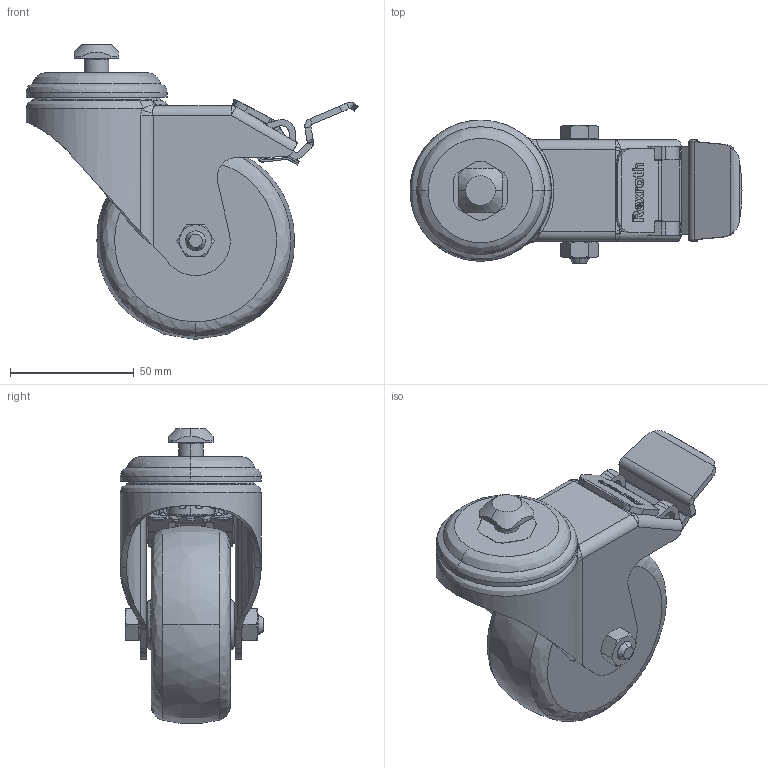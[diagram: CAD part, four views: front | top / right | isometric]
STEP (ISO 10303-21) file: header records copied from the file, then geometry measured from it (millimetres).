
FILE_DESCRIPTION (( 'STEP AP203' ), '1' );
FILE_NAME ('3_842_541_230_Bosch.step', '2024-06-10T08:46:30', ( '' ), ( '' ), 'SwSTEP 2.0', 'SolidWorks 2014', '' );
FILE_SCHEMA (( 'CONFIG_CONTROL_DESIGN' ));
Products named in the file (1): 3_842_541_230_Bosch
Bounding box: 134.11 x 58 x 119.13 mm (x, y, z)
Volume: 225202.4 mm3; surface area: 56626 mm2
Topology: 1 solids, 1 shells, 1205 faces, 3217 edges, 1963 vertices
Faces by surface type: cylinder 407, bspline 389, plane 363, cone 46
Entity records: 113603 total; most frequent: CARTESIAN_POINT 88141, ORIENTED_EDGE 6316, DIRECTION 3699, EDGE_CURVE 3158, VERTEX_POINT 1963, B_SPLINE_CURVE_WITH_KNOTS 1433, AXIS2_PLACEMENT_3D 1245, EDGE_LOOP 1237
